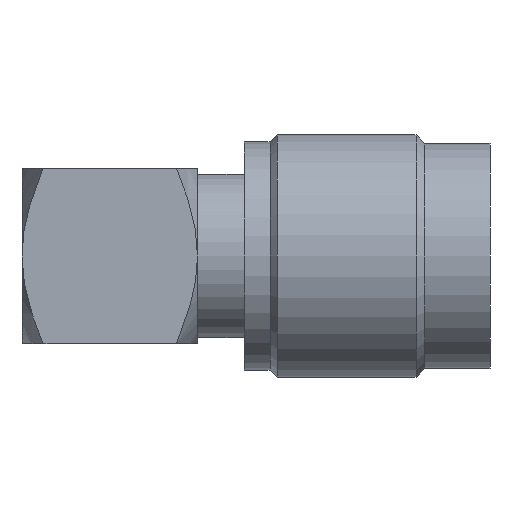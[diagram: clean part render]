
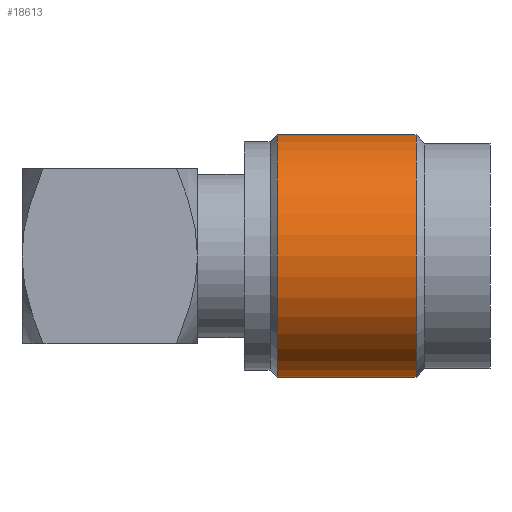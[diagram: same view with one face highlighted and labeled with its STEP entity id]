
A CAD part, left-side view. The second image highlights one B-rep face of the part: STEP entity #18613.
In plain terms, the highlighted cylindrical face has radius 7.548 mm (diameter 15.096 mm), a partial arc.
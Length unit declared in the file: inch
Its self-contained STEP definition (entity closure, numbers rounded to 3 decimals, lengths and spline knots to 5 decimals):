
#1514 = EDGE_LOOP ( 'NONE', ( #30666, #32369, #23306, #5745 ) ) ;
#1745 = CARTESIAN_POINT ( 'NONE',  ( -0.42032, 0., 0.29716 ) ) ;
#4666 = CARTESIAN_POINT ( 'NONE',  ( -0.42032, 0., -0.29716 ) ) ;
#5117 = VERTEX_POINT ( 'NONE', #1745 ) ;
#5561 = VERTEX_POINT ( 'NONE', #14807 ) ;
#5691 = DIRECTION ( 'NONE',  ( 0., 0., -1. ) ) ;
#5745 = ORIENTED_EDGE ( 'NONE', *, *, #14129, .F. ) ;
#6035 = VERTEX_POINT ( 'NONE', #18802 ) ;
#6748 = CYLINDRICAL_SURFACE ( 'NONE', #14620, 0.29716 ) ;
#7447 = EDGE_CURVE ( 'NONE', #6035, #23462, #12089, .T. ) ;
#7627 = DIRECTION ( 'NONE',  ( -1., 0., 0. ) ) ;
#8702 = DIRECTION ( 'NONE',  ( 0., 0., 1. ) ) ;
#8808 = VECTOR ( 'NONE', #33565, 39.37008 ) ;
#8851 = FACE_OUTER_BOUND ( 'NONE', #1514, .T. ) ;
#9910 = CARTESIAN_POINT ( 'NONE',  ( -1.37989, 0., 0.29716 ) ) ;
#12089 = LINE ( 'NONE', #24920, #8808 ) ;
#14129 = EDGE_CURVE ( 'NONE', #5561, #5117, #31199, .T. ) ;
#14620 = AXIS2_PLACEMENT_3D ( 'NONE', #20104, #30677, #17110 ) ;
#14807 = CARTESIAN_POINT ( 'NONE',  ( -0.08091, 0., 0.29716 ) ) ;
#17110 = DIRECTION ( 'NONE',  ( 0., 0., 1. ) ) ;
#18613 = ADVANCED_FACE ( 'NONE', ( #8851 ), #6748, .T. ) ;
#18802 = CARTESIAN_POINT ( 'NONE',  ( -0.08091, 0., -0.29716 ) ) ;
#19740 = CARTESIAN_POINT ( 'NONE',  ( -0.42032, 0., 0. ) ) ;
#20104 = CARTESIAN_POINT ( 'NONE',  ( -1.37989, 0., 0. ) ) ;
#20123 = DIRECTION ( 'NONE',  ( -1., 0., 0. ) ) ;
#21863 = CIRCLE ( 'NONE', #23538, 0.29716 ) ;
#23306 = ORIENTED_EDGE ( 'NONE', *, *, #34244, .T. ) ;
#23462 = VERTEX_POINT ( 'NONE', #4666 ) ;
#23538 = AXIS2_PLACEMENT_3D ( 'NONE', #30162, #20123, #8702 ) ;
#24920 = CARTESIAN_POINT ( 'NONE',  ( -1.37989, 0., -0.29716 ) ) ;
#25567 = VECTOR ( 'NONE', #7627, 39.37008 ) ;
#27461 = CIRCLE ( 'NONE', #33674, 0.29716 ) ;
#30162 = CARTESIAN_POINT ( 'NONE',  ( -0.08091, 0., 0. ) ) ;
#30666 = ORIENTED_EDGE ( 'NONE', *, *, #34617, .T. ) ;
#30677 = DIRECTION ( 'NONE',  ( -1., 0., 0. ) ) ;
#31199 = LINE ( 'NONE', #9910, #25567 ) ;
#32369 = ORIENTED_EDGE ( 'NONE', *, *, #7447, .T. ) ;
#33297 = DIRECTION ( 'NONE',  ( 1., 0., 0. ) ) ;
#33565 = DIRECTION ( 'NONE',  ( -1., 0., 0. ) ) ;
#33674 = AXIS2_PLACEMENT_3D ( 'NONE', #19740, #33297, #5691 ) ;
#34244 = EDGE_CURVE ( 'NONE', #23462, #5117, #27461, .T. ) ;
#34617 = EDGE_CURVE ( 'NONE', #5561, #6035, #21863, .T. ) ;
